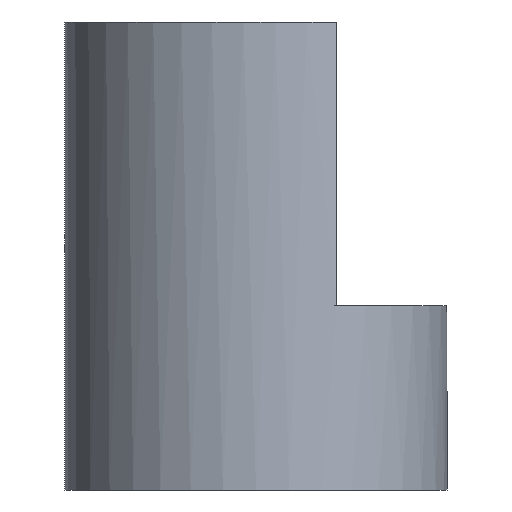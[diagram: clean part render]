
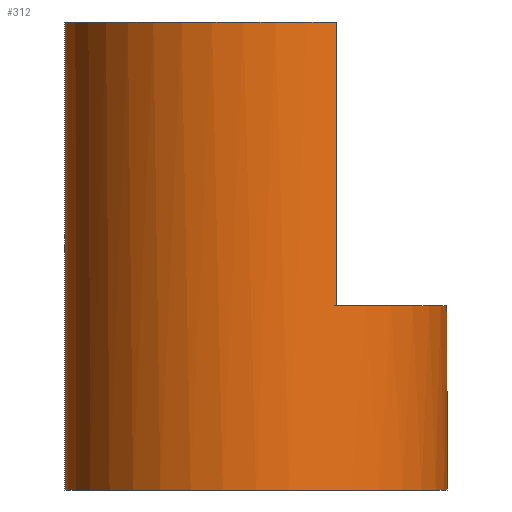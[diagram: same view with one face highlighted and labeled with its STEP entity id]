
A CAD part, front view. The second image highlights one B-rep face of the part: STEP entity #312.
In plain terms, the highlighted cylindrical face has radius 6.741 mm (diameter 13.481 mm), a partial arc.
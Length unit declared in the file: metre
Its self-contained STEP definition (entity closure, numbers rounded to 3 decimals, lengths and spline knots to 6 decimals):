
#29=CIRCLE('',#338,0.006741);
#33=CIRCLE('',#344,0.006741);
#35=CIRCLE('',#350,0.006741);
#37=CIRCLE('',#352,0.006741);
#38=CIRCLE('',#356,0.006741);
#97=ORIENTED_EDGE('',*,*,#155,.F.);
#98=ORIENTED_EDGE('',*,*,#161,.T.);
#99=ORIENTED_EDGE('',*,*,#147,.T.);
#100=ORIENTED_EDGE('',*,*,#162,.F.);
#101=ORIENTED_EDGE('',*,*,#139,.T.);
#102=ORIENTED_EDGE('',*,*,#163,.F.);
#103=ORIENTED_EDGE('',*,*,#159,.F.);
#104=ORIENTED_EDGE('',*,*,#164,.T.);
#105=ORIENTED_EDGE('',*,*,#165,.F.);
#106=ORIENTED_EDGE('',*,*,#166,.F.);
#139=EDGE_CURVE('',#183,#182,#29,.T.);
#147=EDGE_CURVE('',#190,#189,#33,.T.);
#155=EDGE_CURVE('',#192,#193,#35,.T.);
#159=EDGE_CURVE('',#196,#197,#37,.T.);
#161=EDGE_CURVE('',#192,#190,#221,.T.);
#162=EDGE_CURVE('',#183,#189,#222,.T.);
#163=EDGE_CURVE('',#197,#182,#223,.T.);
#164=EDGE_CURVE('',#196,#198,#224,.T.);
#165=EDGE_CURVE('',#199,#198,#38,.T.);
#166=EDGE_CURVE('',#193,#199,#225,.T.);
#182=VERTEX_POINT('',#481);
#183=VERTEX_POINT('',#483);
#189=VERTEX_POINT('',#498);
#190=VERTEX_POINT('',#500);
#192=VERTEX_POINT('',#513);
#193=VERTEX_POINT('',#515);
#196=VERTEX_POINT('',#521);
#197=VERTEX_POINT('',#523);
#198=VERTEX_POINT('',#532);
#199=VERTEX_POINT('',#534);
#221=LINE('',#526,#249);
#222=LINE('',#528,#250);
#223=LINE('',#530,#251);
#224=LINE('',#531,#252);
#225=LINE('',#535,#253);
#249=VECTOR('',#430,1.);
#250=VECTOR('',#433,1.);
#251=VECTOR('',#436,1.);
#252=VECTOR('',#437,1.);
#253=VECTOR('',#440,1.);
#271=EDGE_LOOP('',(#97,#98,#99,#100,#101,#102,#103,#104,#105,#106));
#291=FACE_BOUND('',#271,.T.);
#300=CYLINDRICAL_SURFACE('',#355,0.006741);
#312=ADVANCED_FACE('',(#291),#300,.T.);
#338=AXIS2_PLACEMENT_3D('',#482,#385,#386);
#344=AXIS2_PLACEMENT_3D('',#499,#401,#402);
#350=AXIS2_PLACEMENT_3D('',#514,#419,#420);
#352=AXIS2_PLACEMENT_3D('',#522,#425,#426);
#355=AXIS2_PLACEMENT_3D('',#529,#434,#435);
#356=AXIS2_PLACEMENT_3D('',#533,#438,#439);
#385=DIRECTION('',(0.,0.,1.));
#386=DIRECTION('',(-1.,0.,0.));
#401=DIRECTION('',(0.,0.,1.));
#402=DIRECTION('',(-1.,0.,0.));
#419=DIRECTION('',(0.,0.,1.));
#420=DIRECTION('',(-1.,0.,0.));
#425=DIRECTION('',(0.,0.,1.));
#426=DIRECTION('',(-1.,0.,0.));
#430=DIRECTION('',(0.,0.,-1.));
#433=DIRECTION('',(0.,0.,-1.));
#434=DIRECTION('',(0.,0.,1.));
#435=DIRECTION('',(1.,0.,0.));
#436=DIRECTION('',(0.,0.,-1.));
#437=DIRECTION('',(0.,0.,-1.));
#438=DIRECTION('',(0.,0.,1.));
#439=DIRECTION('',(-1.,0.,0.));
#440=DIRECTION('',(0.,0.,-1.));
#481=CARTESIAN_POINT('',(0.000399,-0.039609,-0.002081));
#482=CARTESIAN_POINT('',(0.00514,-0.044401,-0.002081));
#483=CARTESIAN_POINT('',(0.01188,-0.044401,-0.002081));
#498=CARTESIAN_POINT('',(0.01188,-0.044401,-0.004481));
#499=CARTESIAN_POINT('',(0.00514,-0.044401,-0.004481));
#500=CARTESIAN_POINT('',(-0.001601,-0.044401,-0.004481));
#513=CARTESIAN_POINT('',(-0.001601,-0.044401,0.012019));
#514=CARTESIAN_POINT('',(0.00514,-0.044401,0.012019));
#515=CARTESIAN_POINT('',(0.007988,-0.05051,0.012019));
#521=CARTESIAN_POINT('',(0.007988,-0.038292,0.012019));
#522=CARTESIAN_POINT('',(0.00514,-0.044401,0.012019));
#523=CARTESIAN_POINT('',(0.000399,-0.039609,0.012019));
#526=CARTESIAN_POINT('',(-0.001601,-0.044401,-0.002081));
#528=CARTESIAN_POINT('',(0.01188,-0.044401,-0.002081));
#529=CARTESIAN_POINT('',(0.00514,-0.044401,-0.004481));
#530=CARTESIAN_POINT('',(0.000399,-0.039609,0.012021));
#531=CARTESIAN_POINT('',(0.007988,-0.038292,0.012019));
#532=CARTESIAN_POINT('',(0.007988,-0.038292,0.002019));
#533=CARTESIAN_POINT('',(0.00514,-0.044401,0.002019));
#534=CARTESIAN_POINT('',(0.007988,-0.05051,0.002019));
#535=CARTESIAN_POINT('',(0.007988,-0.05051,0.012019));
